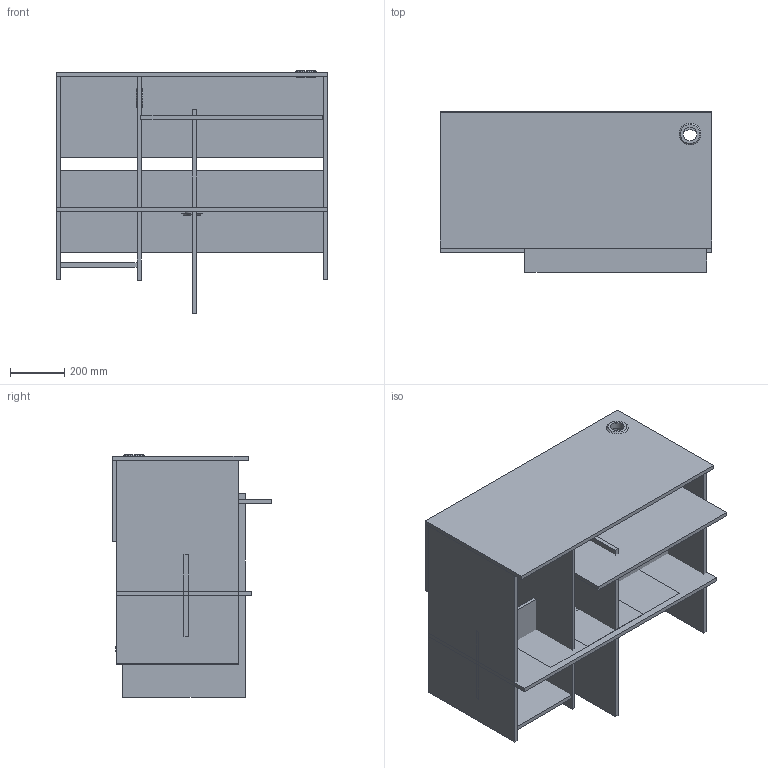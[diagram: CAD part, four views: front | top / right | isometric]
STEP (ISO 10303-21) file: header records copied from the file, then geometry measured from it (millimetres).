
FILE_DESCRIPTION(('FreeCAD Model'),'2;1');
FILE_NAME('Open CASCADE Shape Model','2023-01-28T18:28:21',(''),(''), 'Open CASCADE STEP processor 7.6','FreeCAD','Unknown');
FILE_SCHEMA(('AUTOMOTIVE_DESIGN { 1 0 10303 214 1 1 1 1 }'));
Length unit declared in the file: millimetre
Products named in the file (27): ComputerDesk__100_x_50_x_75_cm_WDH_; TopPannel; Sketch; Pad; Sketch001; LeftPannel; Pad001; RightPannel; Pad002; MiddlePnnel; Pad003; RearPannel; Sketch004; Pad004; BottomPannel; Sketch005; Pad005; KeyboardPannel; Sketch006; Pad006; Sketch002; Sketch003; CableManagementTop; Sketch007; Revolution; CableManagementMiddle; Revolution001
Assembly tree (26 placements, depth 2):
  ComputerDesk__100_x_50_x_75_cm_WDH_
    TopPannel
    Sketch
    Pad
    Sketch001
    LeftPannel
    Pad001
    RightPannel
    Pad002
    MiddlePnnel
    Pad003
    RearPannel
    Sketch004
    Pad004
    BottomPannel
    Sketch005
    Pad005
    KeyboardPannel
    Sketch006
    Pad006
    Sketch002
    Sketch003
    CableManagementTop
    Sketch007
    Revolution
    CableManagementMiddle
    Revolution001
Bounding box: 1000 x 589 x 894.5 mm (x, y, z)
Volume: 67315626.8 mm3; surface area: 9535309.2 mm2
Topology: 18 solids, 18 shells, 120 faces, 266 edges, 226 vertices
Faces by surface type: plane 100, cylinder 12, cone 8
Full cylindrical faces by diameter (mm): 50 x4, 60 x8
Entity records: 6959 total; most frequent: CARTESIAN_POINT 1129, DIRECTION 1026, LINE 608, VECTOR 608, ORIENTED_EDGE 456, PCURVE 456, DEFINITIONAL_REPRESENTATION 456, EDGE_CURVE 228
